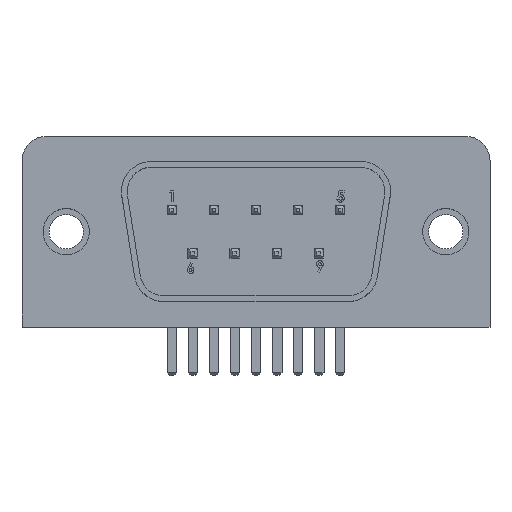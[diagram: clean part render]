
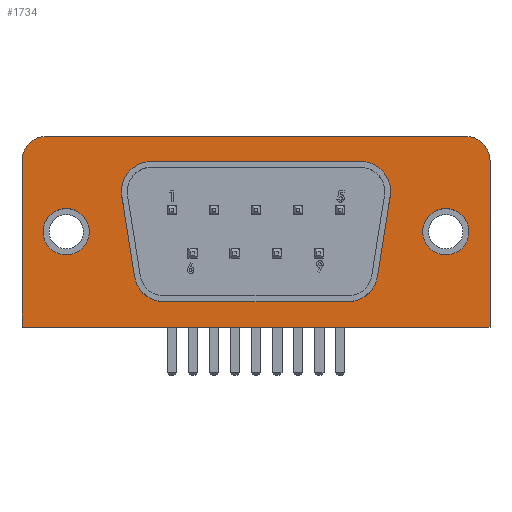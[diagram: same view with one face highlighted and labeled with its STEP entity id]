
A CAD part, top view. The second image highlights one B-rep face of the part: STEP entity #1734.
In plain terms, the highlighted planar face has unit normal (0, 0, 1).
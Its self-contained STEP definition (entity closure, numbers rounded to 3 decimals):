
#159 = VERTEX_POINT('',#160);
#160 = CARTESIAN_POINT('',(6.547,8.928,0.));
#166 = EDGE_CURVE('',#159,#167,#169,.T.);
#167 = VERTEX_POINT('',#168);
#168 = CARTESIAN_POINT('',(6.571,8.623,0.));
#169 = CIRCLE('',#170,1.956);
#170 = AXIS2_PLACEMENT_3D('',#171,#172,#173);
#171 = CARTESIAN_POINT('',(8.502,8.928,0.));
#172 = DIRECTION('',(0.,0.,1.));
#173 = DIRECTION('',(-1.,0.,0.));
#192 = VERTEX_POINT('',#193);
#193 = CARTESIAN_POINT('',(29.426,6.274,0.));
#199 = EDGE_CURVE('',#200,#192,#202,.T.);
#200 = VERTEX_POINT('',#201);
#201 = CARTESIAN_POINT('',(26.378,6.274,0.));
#202 = CIRCLE('',#203,1.524);
#203 = AXIS2_PLACEMENT_3D('',#204,#205,#206);
#204 = CARTESIAN_POINT('',(27.902,6.274,0.));
#205 = DIRECTION('',(0.,0.,1.));
#206 = DIRECTION('',(1.,0.,0.));
#234 = VERTEX_POINT('',#235);
#235 = CARTESIAN_POINT('',(4.432,6.274,0.));
#241 = EDGE_CURVE('',#242,#234,#244,.T.);
#242 = VERTEX_POINT('',#243);
#243 = CARTESIAN_POINT('',(1.384,6.274,0.));
#244 = CIRCLE('',#245,1.524);
#245 = AXIS2_PLACEMENT_3D('',#246,#247,#248);
#246 = CARTESIAN_POINT('',(2.908,6.274,0.));
#247 = DIRECTION('',(0.,0.,1.));
#248 = DIRECTION('',(1.,0.,0.));
#1690 = EDGE_CURVE('',#234,#242,#1691,.T.);
#1691 = CIRCLE('',#1692,1.524);
#1692 = AXIS2_PLACEMENT_3D('',#1693,#1694,#1695);
#1693 = CARTESIAN_POINT('',(2.908,6.274,0.));
#1694 = DIRECTION('',(0.,0.,1.));
#1695 = DIRECTION('',(1.,0.,0.));
#1714 = EDGE_CURVE('',#192,#200,#1715,.T.);
#1715 = CIRCLE('',#1716,1.524);
#1716 = AXIS2_PLACEMENT_3D('',#1717,#1718,#1719);
#1717 = CARTESIAN_POINT('',(27.902,6.274,0.));
#1718 = DIRECTION('',(0.,0.,1.));
#1719 = DIRECTION('',(1.,0.,0.));
#1734 = ADVANCED_FACE('',(#1735,#1787,#1791,#1795),#1864,.T.);
#1735 = FACE_BOUND('',#1736,.T.);
#1736 = EDGE_LOOP('',(#1737,#1747,#1756,#1764,#1772,#1780));
#1737 = ORIENTED_EDGE('',*,*,#1738,.T.);
#1738 = EDGE_CURVE('',#1739,#1741,#1743,.T.);
#1739 = VERTEX_POINT('',#1740);
#1740 = CARTESIAN_POINT('',(29.223,12.548,0.));
#1741 = VERTEX_POINT('',#1742);
#1742 = CARTESIAN_POINT('',(1.588,12.548,0.));
#1743 = LINE('',#1744,#1745);
#1744 = CARTESIAN_POINT('',(0.,12.548,0.));
#1745 = VECTOR('',#1746,1.);
#1746 = DIRECTION('',(-1.,-0.,-0.));
#1747 = ORIENTED_EDGE('',*,*,#1748,.T.);
#1748 = EDGE_CURVE('',#1741,#1749,#1751,.T.);
#1749 = VERTEX_POINT('',#1750);
#1750 = CARTESIAN_POINT('',(0.,10.96,0.));
#1751 = CIRCLE('',#1752,1.588);
#1752 = AXIS2_PLACEMENT_3D('',#1753,#1754,#1755);
#1753 = CARTESIAN_POINT('',(1.588,10.96,0.));
#1754 = DIRECTION('',(0.,0.,1.));
#1755 = DIRECTION('',(1.,0.,0.));
#1756 = ORIENTED_EDGE('',*,*,#1757,.T.);
#1757 = EDGE_CURVE('',#1749,#1758,#1760,.T.);
#1758 = VERTEX_POINT('',#1759);
#1759 = CARTESIAN_POINT('',(0.,0.,0.));
#1760 = LINE('',#1761,#1762);
#1761 = CARTESIAN_POINT('',(0.,12.548,0.));
#1762 = VECTOR('',#1763,1.);
#1763 = DIRECTION('',(0.,-1.,0.));
#1764 = ORIENTED_EDGE('',*,*,#1765,.T.);
#1765 = EDGE_CURVE('',#1758,#1766,#1768,.T.);
#1766 = VERTEX_POINT('',#1767);
#1767 = CARTESIAN_POINT('',(30.81,0.,0.));
#1768 = LINE('',#1769,#1770);
#1769 = CARTESIAN_POINT('',(0.,0.,0.));
#1770 = VECTOR('',#1771,1.);
#1771 = DIRECTION('',(1.,0.,0.));
#1772 = ORIENTED_EDGE('',*,*,#1773,.T.);
#1773 = EDGE_CURVE('',#1766,#1774,#1776,.T.);
#1774 = VERTEX_POINT('',#1775);
#1775 = CARTESIAN_POINT('',(30.81,10.96,0.));
#1776 = LINE('',#1777,#1778);
#1777 = CARTESIAN_POINT('',(30.81,12.548,0.));
#1778 = VECTOR('',#1779,1.);
#1779 = DIRECTION('',(0.,1.,0.));
#1780 = ORIENTED_EDGE('',*,*,#1781,.T.);
#1781 = EDGE_CURVE('',#1774,#1739,#1782,.T.);
#1782 = CIRCLE('',#1783,1.588);
#1783 = AXIS2_PLACEMENT_3D('',#1784,#1785,#1786);
#1784 = CARTESIAN_POINT('',(29.223,10.96,0.));
#1785 = DIRECTION('',(0.,0.,1.));
#1786 = DIRECTION('',(1.,0.,0.));
#1787 = FACE_BOUND('',#1788,.T.);
#1788 = EDGE_LOOP('',(#1789,#1790));
#1789 = ORIENTED_EDGE('',*,*,#1690,.F.);
#1790 = ORIENTED_EDGE('',*,*,#241,.F.);
#1791 = FACE_BOUND('',#1792,.T.);
#1792 = EDGE_LOOP('',(#1793,#1794));
#1793 = ORIENTED_EDGE('',*,*,#1714,.F.);
#1794 = ORIENTED_EDGE('',*,*,#199,.F.);
#1795 = FACE_BOUND('',#1796,.T.);
#1796 = EDGE_LOOP('',(#1797,#1807,#1816,#1822,#1823,#1832,#1840,#1849,
    #1857));
#1797 = ORIENTED_EDGE('',*,*,#1798,.F.);
#1798 = EDGE_CURVE('',#1799,#1801,#1803,.T.);
#1799 = VERTEX_POINT('',#1800);
#1800 = CARTESIAN_POINT('',(9.341,1.664,0.));
#1801 = VERTEX_POINT('',#1802);
#1802 = CARTESIAN_POINT('',(21.47,1.664,0.));
#1803 = LINE('',#1804,#1805);
#1804 = CARTESIAN_POINT('',(21.47,1.664,0.));
#1805 = VECTOR('',#1806,1.);
#1806 = DIRECTION('',(1.,0.,0.));
#1807 = ORIENTED_EDGE('',*,*,#1808,.F.);
#1808 = EDGE_CURVE('',#1809,#1799,#1811,.T.);
#1809 = VERTEX_POINT('',#1810);
#1810 = CARTESIAN_POINT('',(7.409,3.314,0.));
#1811 = CIRCLE('',#1812,1.956);
#1812 = AXIS2_PLACEMENT_3D('',#1813,#1814,#1815);
#1813 = CARTESIAN_POINT('',(9.341,3.62,0.));
#1814 = DIRECTION('',(0.,0.,1.));
#1815 = DIRECTION('',(-1.,0.,0.));
#1816 = ORIENTED_EDGE('',*,*,#1817,.F.);
#1817 = EDGE_CURVE('',#167,#1809,#1818,.T.);
#1818 = LINE('',#1819,#1820);
#1819 = CARTESIAN_POINT('',(7.409,3.314,0.));
#1820 = VECTOR('',#1821,1.);
#1821 = DIRECTION('',(0.156,-0.988,0.));
#1822 = ORIENTED_EDGE('',*,*,#166,.F.);
#1823 = ORIENTED_EDGE('',*,*,#1824,.F.);
#1824 = EDGE_CURVE('',#1825,#159,#1827,.T.);
#1825 = VERTEX_POINT('',#1826);
#1826 = CARTESIAN_POINT('',(8.502,10.884,0.));
#1827 = CIRCLE('',#1828,1.956);
#1828 = AXIS2_PLACEMENT_3D('',#1829,#1830,#1831);
#1829 = CARTESIAN_POINT('',(8.502,8.928,0.));
#1830 = DIRECTION('',(0.,0.,1.));
#1831 = DIRECTION('',(-1.,0.,0.));
#1832 = ORIENTED_EDGE('',*,*,#1833,.F.);
#1833 = EDGE_CURVE('',#1834,#1825,#1836,.T.);
#1834 = VERTEX_POINT('',#1835);
#1835 = CARTESIAN_POINT('',(22.308,10.884,0.));
#1836 = LINE('',#1837,#1838);
#1837 = CARTESIAN_POINT('',(8.502,10.884,0.));
#1838 = VECTOR('',#1839,1.);
#1839 = DIRECTION('',(-1.,-0.,-0.));
#1840 = ORIENTED_EDGE('',*,*,#1841,.F.);
#1841 = EDGE_CURVE('',#1842,#1834,#1844,.T.);
#1842 = VERTEX_POINT('',#1843);
#1843 = CARTESIAN_POINT('',(24.24,8.623,0.));
#1844 = CIRCLE('',#1845,1.956);
#1845 = AXIS2_PLACEMENT_3D('',#1846,#1847,#1848);
#1846 = CARTESIAN_POINT('',(22.308,8.928,0.));
#1847 = DIRECTION('',(0.,0.,1.));
#1848 = DIRECTION('',(-1.,0.,0.));
#1849 = ORIENTED_EDGE('',*,*,#1850,.F.);
#1850 = EDGE_CURVE('',#1851,#1842,#1853,.T.);
#1851 = VERTEX_POINT('',#1852);
#1852 = CARTESIAN_POINT('',(23.401,3.314,0.));
#1853 = LINE('',#1854,#1855);
#1854 = CARTESIAN_POINT('',(24.24,8.623,0.));
#1855 = VECTOR('',#1856,1.);
#1856 = DIRECTION('',(0.156,0.988,0.));
#1857 = ORIENTED_EDGE('',*,*,#1858,.F.);
#1858 = EDGE_CURVE('',#1801,#1851,#1859,.T.);
#1859 = CIRCLE('',#1860,1.956);
#1860 = AXIS2_PLACEMENT_3D('',#1861,#1862,#1863);
#1861 = CARTESIAN_POINT('',(21.47,3.62,0.));
#1862 = DIRECTION('',(0.,0.,1.));
#1863 = DIRECTION('',(-1.,0.,0.));
#1864 = PLANE('',#1865);
#1865 = AXIS2_PLACEMENT_3D('',#1866,#1867,#1868);
#1866 = CARTESIAN_POINT('',(0.,0.,0.));
#1867 = DIRECTION('',(0.,0.,1.));
#1868 = DIRECTION('',(1.,0.,0.));
